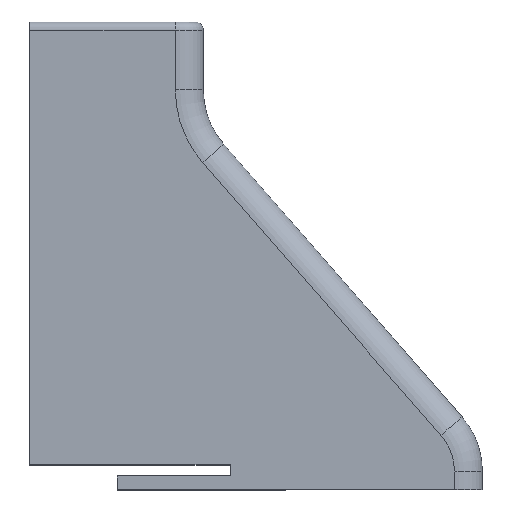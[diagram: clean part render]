
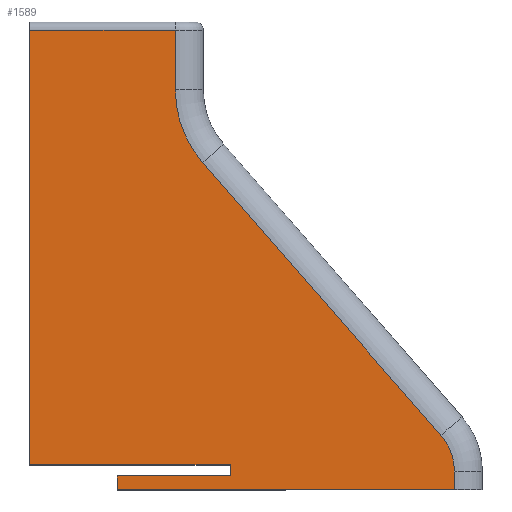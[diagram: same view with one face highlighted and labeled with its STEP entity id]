
A CAD part, top view. The second image highlights one B-rep face of the part: STEP entity #1589.
In plain terms, the highlighted planar face has unit normal (0, 0, 1).
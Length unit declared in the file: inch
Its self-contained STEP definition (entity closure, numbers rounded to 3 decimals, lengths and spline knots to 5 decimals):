
#8 = DIRECTION ( 'NONE',  ( 1., 0., 0. ) ) ;
#21 = EDGE_CURVE ( 'NONE', #533, #1173, #1600, .T. ) ;
#23 = CARTESIAN_POINT ( 'NONE',  ( 0., 0., 0.69488 ) ) ;
#41 = FACE_OUTER_BOUND ( 'NONE', #75, .T. ) ;
#59 = CARTESIAN_POINT ( 'NONE',  ( -1.4685, 2.23622, 0.69488 ) ) ;
#74 = CARTESIAN_POINT ( 'NONE',  ( -2.16535, 2.19685, 0.69488 ) ) ;
#75 = EDGE_LOOP ( 'NONE', ( #532, #1088, #1413, #1168, #488, #580, #826, #571, #1440, #237, #421, #1739 ) ) ;
#78 = EDGE_CURVE ( 'NONE', #1173, #1250, #763, .T. ) ;
#89 = DIRECTION ( 'NONE',  ( 0., 0., -1. ) ) ;
#149 = AXIS2_PLACEMENT_3D ( 'NONE', #313, #1480, #440 ) ;
#165 = EDGE_CURVE ( 'NONE', #1250, #1452, #1545, .T. ) ;
#183 = CARTESIAN_POINT ( 'NONE',  ( -0.13386, 0.08846, 0.69488 ) ) ;
#184 = CARTESIAN_POINT ( 'NONE',  ( -1.74606, 0.06496, 0.69488 ) ) ;
#219 = VERTEX_POINT ( 'NONE', #1682 ) ;
#234 = VECTOR ( 'NONE', #1297, 39.37008 ) ;
#237 = ORIENTED_EDGE ( 'NONE', *, *, #1709, .T. ) ;
#280 = DIRECTION ( 'NONE',  ( 0., 0., 1. ) ) ;
#307 = LINE ( 'NONE', #184, #1278 ) ;
#313 = CARTESIAN_POINT ( 'NONE',  ( -0.3937, 0.08846, 0.69488 ) ) ;
#325 = DIRECTION ( 'NONE',  ( -1., 0., 0. ) ) ;
#352 = DIRECTION ( 'NONE',  ( 1., 0., 0. ) ) ;
#374 = CARTESIAN_POINT ( 'NONE',  ( -2.16535, 0.11811, 0.69488 ) ) ;
#391 = CARTESIAN_POINT ( 'NONE',  ( -2.16535, 0., 0.69488 ) ) ;
#421 = ORIENTED_EDGE ( 'NONE', *, *, #956, .T. ) ;
#432 = LINE ( 'NONE', #23, #528 ) ;
#440 = DIRECTION ( 'NONE',  ( 1., 0., 0. ) ) ;
#478 = DIRECTION ( 'NONE',  ( 0., 1., 0. ) ) ;
#488 = ORIENTED_EDGE ( 'NONE', *, *, #695, .F. ) ;
#496 = EDGE_CURVE ( 'NONE', #970, #1133, #1198, .T. ) ;
#508 = VECTOR ( 'NONE', #527, 39.37008 ) ;
#527 = DIRECTION ( 'NONE',  ( 0., 1., 0. ) ) ;
#528 = VECTOR ( 'NONE', #1492, 39.37008 ) ;
#532 = ORIENTED_EDGE ( 'NONE', *, *, #1186, .F. ) ;
#533 = VERTEX_POINT ( 'NONE', #183 ) ;
#541 = VECTOR ( 'NONE', #1622, 39.37008 ) ;
#546 = CARTESIAN_POINT ( 'NONE',  ( -1.20669, 0.11811, 0.69488 ) ) ;
#571 = ORIENTED_EDGE ( 'NONE', *, *, #78, .T. ) ;
#580 = ORIENTED_EDGE ( 'NONE', *, *, #1494, .T. ) ;
#602 = LINE ( 'NONE', #1190, #1716 ) ;
#687 = AXIS2_PLACEMENT_3D ( 'NONE', #998, #280, #8 ) ;
#695 = EDGE_CURVE ( 'NONE', #219, #970, #432, .T. ) ;
#708 = CARTESIAN_POINT ( 'NONE',  ( -1.74606, 0., 0.69488 ) ) ;
#758 = DIRECTION ( 'NONE',  ( 1., 0., 0. ) ) ;
#763 = LINE ( 'NONE', #1026, #541 ) ;
#776 = EDGE_CURVE ( 'NONE', #1133, #1722, #307, .T. ) ;
#797 = DIRECTION ( 'NONE',  ( 0., 1., 0. ) ) ;
#826 = ORIENTED_EDGE ( 'NONE', *, *, #21, .T. ) ;
#956 = EDGE_CURVE ( 'NONE', #1243, #1303, #1569, .T. ) ;
#970 = VERTEX_POINT ( 'NONE', #708 ) ;
#998 = CARTESIAN_POINT ( 'NONE',  ( 0., 0., 0.69488 ) ) ;
#1009 = CARTESIAN_POINT ( 'NONE',  ( -0.19802, 0.25942, 0.69488 ) ) ;
#1024 = CARTESIAN_POINT ( 'NONE',  ( -0.13386, 0.08846, 0.69488 ) ) ;
#1026 = CARTESIAN_POINT ( 'NONE',  ( 0.01624, 0.01419, 0.69488 ) ) ;
#1047 = VECTOR ( 'NONE', #1836, 39.37008 ) ;
#1088 = ORIENTED_EDGE ( 'NONE', *, *, #1772, .F. ) ;
#1110 = AXIS2_PLACEMENT_3D ( 'NONE', #1539, #89, #352 ) ;
#1133 = VERTEX_POINT ( 'NONE', #1614 ) ;
#1168 = ORIENTED_EDGE ( 'NONE', *, *, #496, .F. ) ;
#1173 = VERTEX_POINT ( 'NONE', #1009 ) ;
#1185 = PLANE ( 'NONE',  #687 ) ;
#1186 = EDGE_CURVE ( 'NONE', #1329, #1798, #602, .T. ) ;
#1190 = CARTESIAN_POINT ( 'NONE',  ( -2.16535, 0.11811, 0.69488 ) ) ;
#1198 = LINE ( 'NONE', #1789, #1277 ) ;
#1243 = VERTEX_POINT ( 'NONE', #1374 ) ;
#1250 = VERTEX_POINT ( 'NONE', #1813 ) ;
#1262 = VECTOR ( 'NONE', #797, 39.37008 ) ;
#1277 = VECTOR ( 'NONE', #478, 39.37008 ) ;
#1278 = VECTOR ( 'NONE', #758, 39.37008 ) ;
#1279 = CARTESIAN_POINT ( 'NONE',  ( -1.4685, 1.91154, 0.69488 ) ) ;
#1283 = DIRECTION ( 'NONE',  ( -1., 0., 0. ) ) ;
#1297 = DIRECTION ( 'NONE',  ( 0., 1., 0. ) ) ;
#1303 = VERTEX_POINT ( 'NONE', #74 ) ;
#1314 = VECTOR ( 'NONE', #1283, 39.37008 ) ;
#1329 = VERTEX_POINT ( 'NONE', #1794 ) ;
#1343 = LINE ( 'NONE', #59, #1262 ) ;
#1374 = CARTESIAN_POINT ( 'NONE',  ( -1.4685, 2.19685, 0.69488 ) ) ;
#1413 = ORIENTED_EDGE ( 'NONE', *, *, #776, .F. ) ;
#1421 = LINE ( 'NONE', #391, #1047 ) ;
#1440 = ORIENTED_EDGE ( 'NONE', *, *, #165, .T. ) ;
#1452 = VERTEX_POINT ( 'NONE', #1279 ) ;
#1480 = DIRECTION ( 'NONE',  ( 0., 0., 1. ) ) ;
#1492 = DIRECTION ( 'NONE',  ( -1., 0., 0. ) ) ;
#1494 = EDGE_CURVE ( 'NONE', #219, #533, #1602, .T. ) ;
#1515 = CARTESIAN_POINT ( 'NONE',  ( -1.20669, 0.06496, 0.69488 ) ) ;
#1539 = CARTESIAN_POINT ( 'NONE',  ( -0.94094, 1.91154, 0.69488 ) ) ;
#1545 = CIRCLE ( 'NONE', #1110, 0.52756 ) ;
#1569 = LINE ( 'NONE', #1724, #1314 ) ;
#1589 = ADVANCED_FACE ( 'NONE', ( #41 ), #1185, .T. ) ;
#1600 = CIRCLE ( 'NONE', #149, 0.25984 ) ;
#1602 = LINE ( 'NONE', #1024, #234 ) ;
#1614 = CARTESIAN_POINT ( 'NONE',  ( -1.74606, 0.06496, 0.69488 ) ) ;
#1622 = DIRECTION ( 'NONE',  ( -0.658, 0.753, 0. ) ) ;
#1682 = CARTESIAN_POINT ( 'NONE',  ( -0.13386, 0., 0.69488 ) ) ;
#1709 = EDGE_CURVE ( 'NONE', #1452, #1243, #1343, .T. ) ;
#1716 = VECTOR ( 'NONE', #325, 39.37008 ) ;
#1722 = VERTEX_POINT ( 'NONE', #1515 ) ;
#1724 = CARTESIAN_POINT ( 'NONE',  ( -2.16535, 2.19685, 0.69488 ) ) ;
#1739 = ORIENTED_EDGE ( 'NONE', *, *, #1781, .T. ) ;
#1772 = EDGE_CURVE ( 'NONE', #1722, #1329, #1846, .T. ) ;
#1781 = EDGE_CURVE ( 'NONE', #1303, #1798, #1421, .T. ) ;
#1789 = CARTESIAN_POINT ( 'NONE',  ( -1.74606, 0., 0.69488 ) ) ;
#1794 = CARTESIAN_POINT ( 'NONE',  ( -1.20669, 0.11811, 0.69488 ) ) ;
#1798 = VERTEX_POINT ( 'NONE', #374 ) ;
#1813 = CARTESIAN_POINT ( 'NONE',  ( -1.33823, 1.56443, 0.69488 ) ) ;
#1836 = DIRECTION ( 'NONE',  ( 0., -1., 0. ) ) ;
#1846 = LINE ( 'NONE', #546, #508 ) ;
